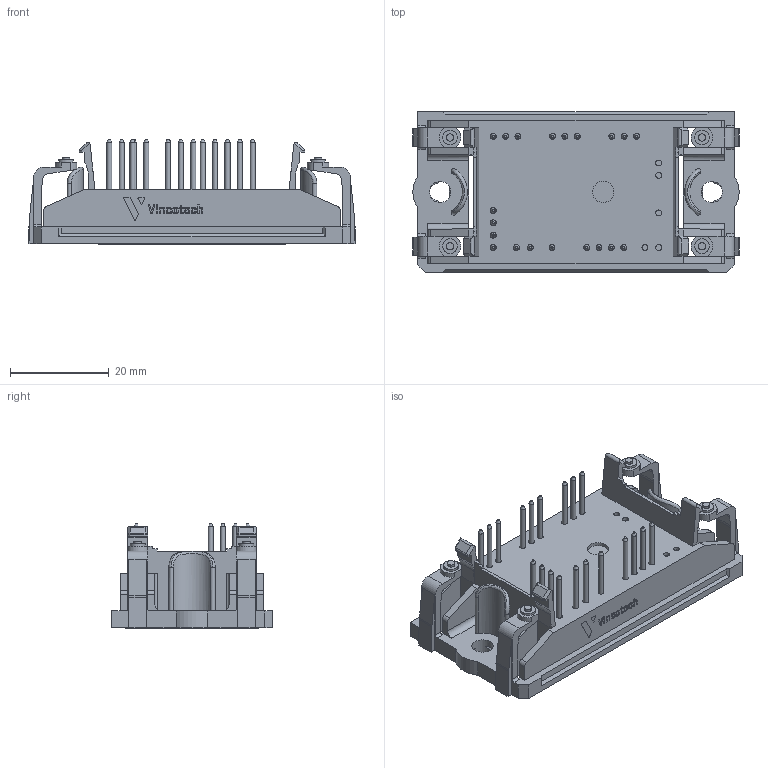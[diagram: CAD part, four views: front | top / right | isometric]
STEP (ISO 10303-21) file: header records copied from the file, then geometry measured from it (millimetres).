
FILE_DESCRIPTION(/* description */ ('Unknown'),/* implementation_level */ '2;1');
FILE_NAME(/* name */ 'Flow0-4C17W-P640(200)-01-OL',/* time_stamp */ '2016-12-08T13:48:00+01:00',/* author */ ('Unknown'),/* organization */ ('Unknown'),/* preprocessor_version */ 'ST-DEVELOPER v16',/* originating_system */ 'DEX',/* authorisation */ $);
FILE_SCHEMA (('AUTOMOTIVE_DESIGN {1 0 10303 214 3 1 1}'));
Length unit declared in the file: millimetre
Products named in the file (1): Flow0-4C17W-P640-01-OL
Bounding box: 66 x 32.5 x 21.23 mm (x, y, z)
Volume: 17303.2 mm3; surface area: 10051.1 mm2
Topology: 1 solids, 1 shells, 604 faces, 1585 edges, 1040 vertices
Faces by surface type: plane 364, cylinder 132, bspline 80, cone 28
Full cylindrical faces by diameter (mm): 1 x20, 1.2 x25, 1.5 x4, 3 x4, 4.3 x3
Entity records: 24060 total; most frequent: CARTESIAN_POINT 5676, ORIENTED_EDGE 2938, DIRECTION 2673, EDGE_CURVE 1469, VERTEX_POINT 1010, LINE 991, VECTOR 991, AXIS2_PLACEMENT_3D 841
